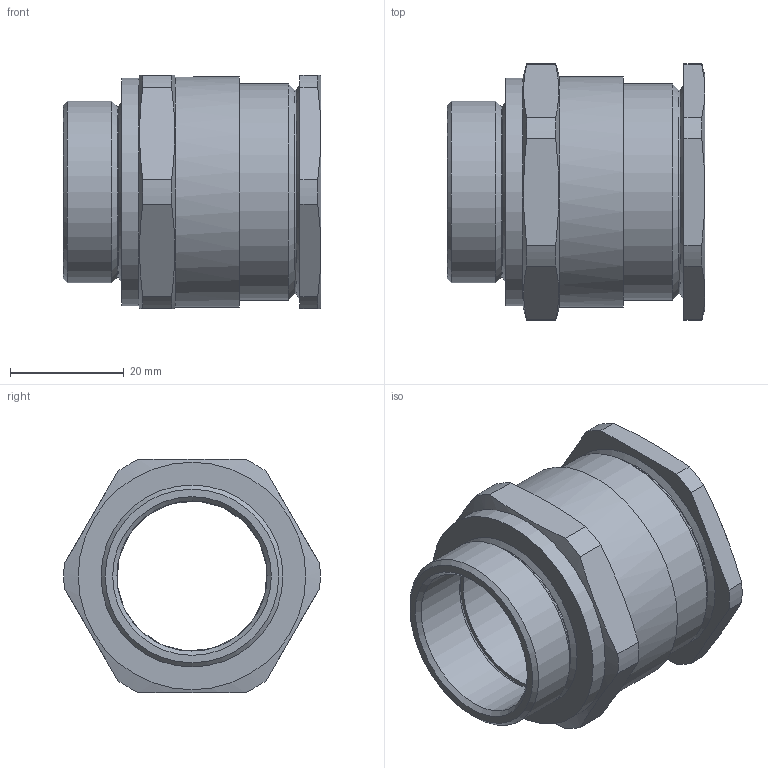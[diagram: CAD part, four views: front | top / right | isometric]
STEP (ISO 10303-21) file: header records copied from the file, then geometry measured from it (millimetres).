
FILE_DESCRIPTION (( 'STEP AP203' ), '1' );
FILE_NAME ('32A21RA.STEP', '2016-04-25T15:18:32', ( 'bel-it' ), ( '' ), 'SwSTEP 2.0', 'SolidWorks 2014', '' );
FILE_SCHEMA (( 'CONFIG_CONTROL_DESIGN' ));
Length unit declared in the file: millimetre
Products named in the file (1): 32A21RA
Bounding box: 45.33 x 45.08 x 41 mm (x, y, z)
Surface area: 13647.3 mm2 (no closed solid volume)
Topology: 0 solids, 4 shells, 58 faces, 288 edges, 238 vertices
Faces by surface type: cylinder 21, plane 20, cone 16, torus 1
Full cylindrical faces by diameter (mm): 26.4 x1, 26.5 x1, 29.971 x1, 32 x1, 32.4 x1, 35.718 x1, 38 x1, 40 x1, 40.54 x1
Entity records: 4228 total; most frequent: CARTESIAN_POINT 2139, ORIENTED_EDGE 371, DIRECTION 333, EDGE_CURVE 265, VERTEX_POINT 235, AXIS2_PLACEMENT_3D 119, B_SPLINE_CURVE_WITH_KNOTS 110, EDGE_LOOP 103
